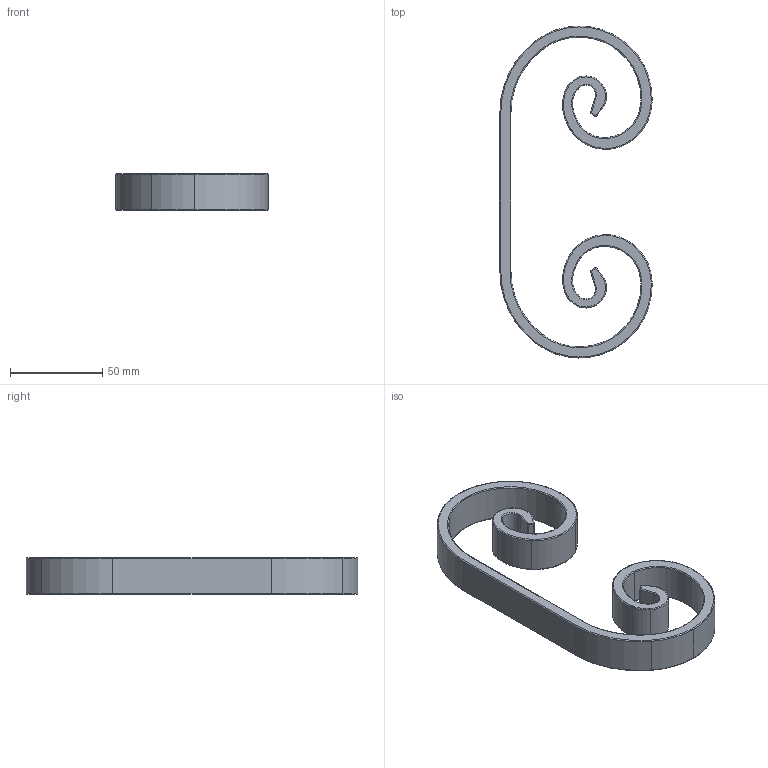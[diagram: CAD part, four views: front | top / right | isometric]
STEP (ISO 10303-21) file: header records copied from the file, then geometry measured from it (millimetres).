
FILE_DESCRIPTION (( 'STEP AP203' ), '1' );
FILE_NAME ('0501015.STEP', '2025-05-14T13:39:02', ( '' ), ( '' ), 'SwSTEP 2.0', 'SolidWorks 2023', '' );
FILE_SCHEMA (( 'CONFIG_CONTROL_DESIGN' ));
Length unit declared in the file: millimetre
Products named in the file (1): 0501015
Bounding box: 82.53 x 180 x 20 mm (x, y, z)
Volume: 65631.7 mm3; surface area: 28462.2 mm2
Topology: 1 solids, 1 shells, 152 faces, 360 edges, 206 vertices
Faces by surface type: torus 76, cylinder 56, sphere 10, plane 10
Entity records: 4461 total; most frequent: DIRECTION 934, CARTESIAN_POINT 711, ORIENTED_EDGE 708, AXIS2_PLACEMENT_3D 427, EDGE_CURVE 354, CIRCLE 274, VERTEX_POINT 204, ADVANCED_FACE 152
